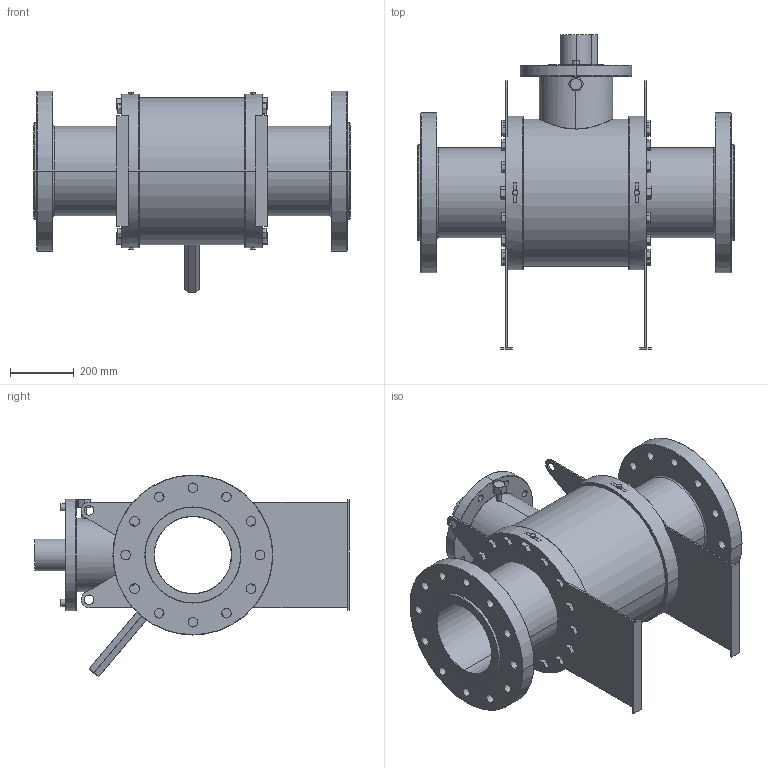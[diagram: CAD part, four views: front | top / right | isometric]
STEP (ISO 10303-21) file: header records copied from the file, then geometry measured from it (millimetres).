
FILE_DESCRIPTION (( 'STEP AP203' ), '1' );
FILE_NAME ('GB2_ANSI_1500_10IN_TW.STEP', '2025-09-29T17:21:24', ( '' ), ( '' ), 'SwSTEP 2.0', 'SolidWorks 2023', '' );
FILE_SCHEMA (( 'CONFIG_CONTROL_DESIGN' ));
Length unit declared in the file: millimetre
Products named in the file (5): hex bolt_am_B18.2.3.5M - Hex bolt M20 x 2.5 x 80 --46N; GB2_ANSI_2500_1500; hex bolt_am_B18.2.3.5M - Hex bolt M24 x 3.0 x 100 --54N; hex screw gradeab_iso_ISO 4017 - M10 x 20-N; GB2_ANSI_1500_10IN_TW
Assembly tree (37 placements, depth 2):
  GB2_ANSI_1500_10IN_TW
    GB2_ANSI_2500_1500
    hex screw gradeab_iso_ISO 4017 - M10 x 20-N  x4
    hex bolt_am_B18.2.3.5M - Hex bolt M20 x 2.5 x 80 --46N  x28
    hex bolt_am_B18.2.3.5M - Hex bolt M24 x 3.0 x 100 --54N  x4
Bounding box: 991 x 985.5 x 632.38 mm (x, y, z)
Volume: 89505545 mm3; surface area: 4013668 mm2
Topology: 37 solids, 37 shells, 1101 faces, 2423 edges, 1475 vertices
Faces by surface type: plane 464, cone 318, cylinder 285, torus 16, bspline 12, sphere 6
Entity records: 16236 total; most frequent: CARTESIAN_POINT 4151, DIRECTION 2402, ORIENTED_EDGE 2078, EDGE_CURVE 1039, AXIS2_PLACEMENT_3D 981, VERTEX_POINT 651, EDGE_LOOP 574, CIRCLE 509
